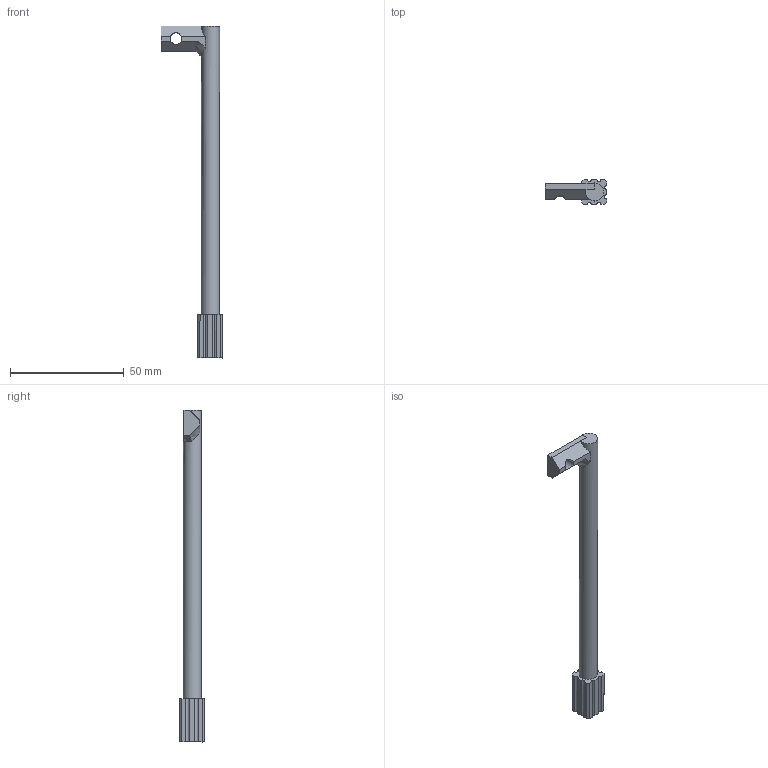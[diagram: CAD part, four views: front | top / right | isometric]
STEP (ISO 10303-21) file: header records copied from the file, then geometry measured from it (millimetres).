
FILE_DESCRIPTION(('FreeCAD Model'),'2;1');
FILE_NAME('Open CASCADE Shape Model','2021-12-15T13:55:11',('Author'),( ''),'Open CASCADE STEP processor 7.5','FreeCAD','Unknown');
FILE_SCHEMA(('AUTOMOTIVE_DESIGN { 1 0 10303 214 1 1 1 1 }'));
Length unit declared in the file: millimetre
Products named in the file (1): Stereotax full mount
Bounding box: 26.92 x 10.98 x 146.09 mm (x, y, z)
Volume: 9278 mm3; surface area: 4952.5 mm2
Topology: 1 solids, 1 shells, 42 faces, 123 edges, 83 vertices
Faces by surface type: plane 28, cylinder 12, bspline 2
Full cylindrical faces by diameter (mm): 5.159 x1, 7.938 x1
Entity records: 4640 total; most frequent: CARTESIAN_POINT 2212, DIRECTION 441, LINE 270, VECTOR 270, ORIENTED_EDGE 246, PCURVE 246, DEFINITIONAL_REPRESENTATION 246, EDGE_CURVE 123
